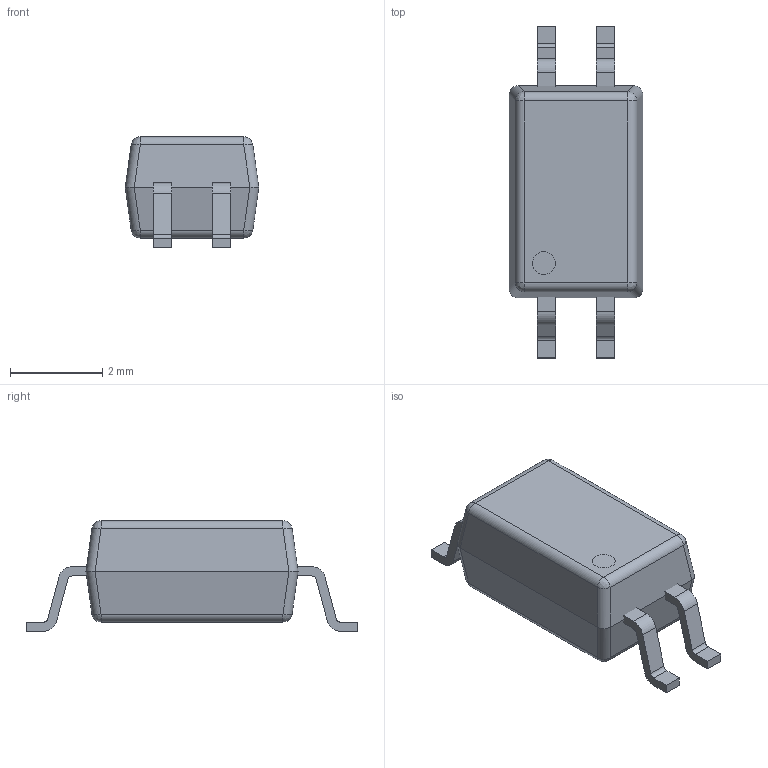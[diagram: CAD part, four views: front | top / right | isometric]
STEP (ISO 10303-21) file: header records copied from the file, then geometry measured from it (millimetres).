
FILE_DESCRIPTION(('STEP AP214'), '1');
FILE_NAME('SSOP4', '2020-05-06T07:07:43', ('AF'), (''), 'UNSPECIFIED', 'UNSPECIFIED', '');
FILE_SCHEMA(('AUTOMOTIVE_DESIGN { 1 0 10303 214 3 1 1}'));
Length unit declared in the file: millimetre
Bounding box: 2.9 x 7.2 x 2.4 mm (x, y, z)
Volume: 27.5 mm3; surface area: 65 mm2
Topology: 5 solids, 5 shells, 91 faces, 233 edges, 149 vertices
Faces by surface type: plane 51, cylinder 32, bspline 8
Entity records: 3555 total; most frequent: CARTESIAN_POINT 594, DIRECTION 446, ORIENTED_EDGE 418, EDGE_CURVE 209, LINE 164, VECTOR 164, AXIS2_PLACEMENT_3D 141, VERTEX_POINT 129
